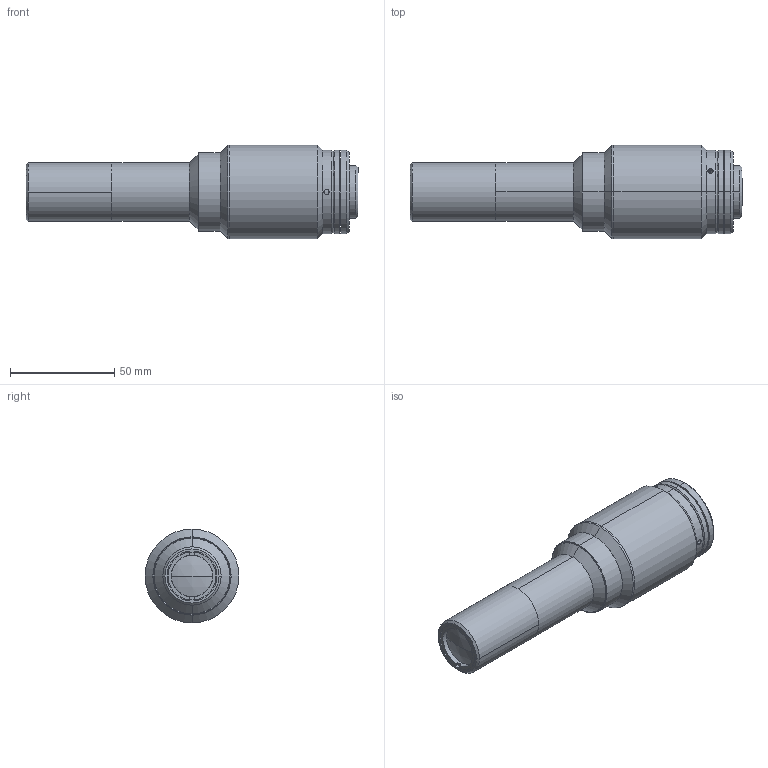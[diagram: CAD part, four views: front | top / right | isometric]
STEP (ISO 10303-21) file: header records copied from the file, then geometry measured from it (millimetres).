
FILE_DESCRIPTION (( 'STEP AP203' ), '1' );
FILE_NAME ('DP31989-A_TC4MHRP004-C.step', '2022-06-13T07:00:55', ( '' ), ( '' ), 'SwSTEP 2.0', 'SolidWorks 2021', '' );
FILE_SCHEMA (( 'CONFIG_CONTROL_DESIGN' ));
Length unit declared in the file: millimetre
Products named in the file (1): DP31989-A_TC4MHRP004-C
Bounding box: 159.47 x 45 x 45 mm (x, y, z)
Surface area: 25631.9 mm2 (no closed solid volume)
Topology: 0 solids, 12 shells, 89 faces, 224 edges, 152 vertices
Faces by surface type: plane 33, cylinder 32, cone 22, sphere 2
Entity records: 2956 total; most frequent: CARTESIAN_POINT 688, DIRECTION 502, ORIENTED_EDGE 378, EDGE_CURVE 224, AXIS2_PLACEMENT_3D 200, VERTEX_POINT 152, CIRCLE 110, EDGE_LOOP 108
